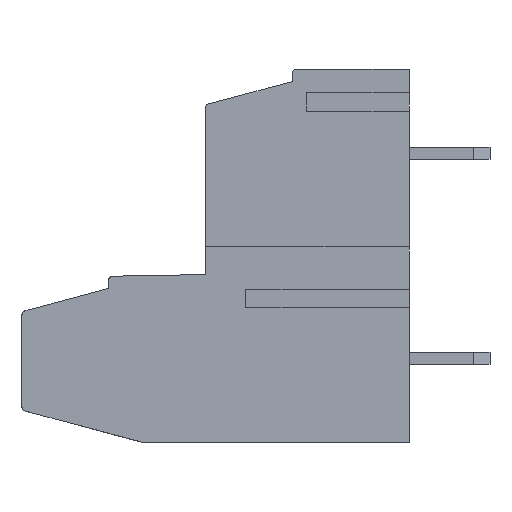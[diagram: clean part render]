
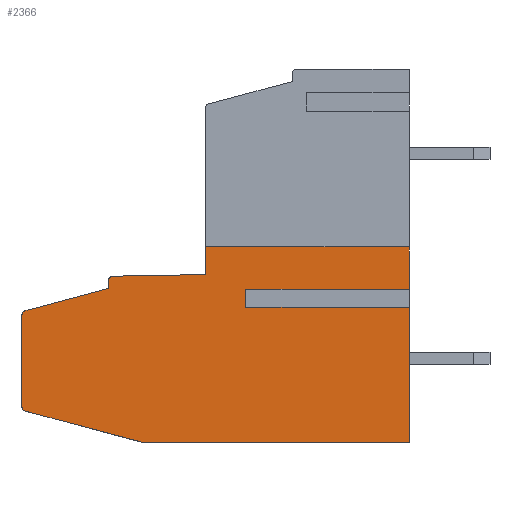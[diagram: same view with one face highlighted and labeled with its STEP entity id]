
A CAD part, left-side view. The second image highlights one B-rep face of the part: STEP entity #2366.
In plain terms, the highlighted planar face has unit normal (-1, 0, 0).
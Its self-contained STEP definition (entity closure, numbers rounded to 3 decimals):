
#126 = ORIENTED_EDGE ( 'NONE', *, *, #17027, .T. ) ;
#296 = VERTEX_POINT ( 'NONE', #14060 ) ;
#332 = DIRECTION ( 'NONE',  ( -1., 0., 0. ) ) ;
#423 = CARTESIAN_POINT ( 'NONE',  ( -2.5, 13.2, -4.19 ) ) ;
#621 = EDGE_CURVE ( 'NONE', #7883, #2859, #25430, .T. ) ;
#711 = CARTESIAN_POINT ( 'NONE',  ( -2.5, 0., -4.19 ) ) ;
#947 = CARTESIAN_POINT ( 'NONE',  ( -2.5, 19., -2.429 ) ) ;
#973 = CARTESIAN_POINT ( 'NONE',  ( -2.5, 8.1, 3.236 ) ) ;
#1212 = CIRCLE ( 'NONE', #21298, 0.2 ) ;
#1551 = CARTESIAN_POINT ( 'NONE',  ( -2.5, 19.052, 2.344 ) ) ;
#1668 = EDGE_CURVE ( 'NONE', #21413, #20660, #14923, .T. ) ;
#2179 = LINE ( 'NONE', #34699, #34903 ) ;
#2366 = ADVANCED_FACE ( 'NONE', ( #28810 ), #9563, .F. ) ;
#2859 = VERTEX_POINT ( 'NONE', #3054 ) ;
#2861 = DIRECTION ( 'NONE',  ( 0., -1., 0. ) ) ;
#3054 = CARTESIAN_POINT ( 'NONE',  ( -2.5, 0., 3.236 ) ) ;
#3323 = ORIENTED_EDGE ( 'NONE', *, *, #28757, .F. ) ;
#3686 = ORIENTED_EDGE ( 'NONE', *, *, #621, .T. ) ;
#3694 = DIRECTION ( 'NONE',  ( 0., -1., 0. ) ) ;
#4033 = VECTOR ( 'NONE', #32951, 1000. ) ;
#4377 = VECTOR ( 'NONE', #4595, 1000. ) ;
#4486 = CARTESIAN_POINT ( 'NONE',  ( -2.5, 0., -4.19 ) ) ;
#4595 = DIRECTION ( 'NONE',  ( 0., -0.966, 0.259 ) ) ;
#4600 = EDGE_CURVE ( 'NONE', #31617, #30111, #16495, .T. ) ;
#4630 = VERTEX_POINT ( 'NONE', #7889 ) ;
#4904 = CARTESIAN_POINT ( 'NONE',  ( -2.5, 10.1, 4.14 ) ) ;
#5028 = EDGE_LOOP ( 'NONE', ( #23734, #126, #17828, #26668, #21852, #20273, #30805, #17958, #11112, #26462, #3323, #10979, #3686, #29406, #25392, #26474 ) ) ;
#5302 = LINE ( 'NONE', #13178, #4377 ) ;
#6856 = LINE ( 'NONE', #17814, #16886 ) ;
#6890 = CARTESIAN_POINT ( 'NONE',  ( -2.5, 8.1, 2.7 ) ) ;
#7635 = CARTESIAN_POINT ( 'NONE',  ( -2.5, 8.1, 3.236 ) ) ;
#7883 = VERTEX_POINT ( 'NONE', #9985 ) ;
#7889 = CARTESIAN_POINT ( 'NONE',  ( -2.5, 19.052, -2.622 ) ) ;
#7975 = CARTESIAN_POINT ( 'NONE',  ( -2.5, 19.2, -4.19 ) ) ;
#8166 = EDGE_CURVE ( 'NONE', #23731, #30970, #21300, .T. ) ;
#9555 = CIRCLE ( 'NONE', #14687, 0.2 ) ;
#9563 = PLANE ( 'NONE',  #11144 ) ;
#9689 = VERTEX_POINT ( 'NONE', #26164 ) ;
#9985 = CARTESIAN_POINT ( 'NONE',  ( -2.5, 8.1, 3.236 ) ) ;
#10032 = CIRCLE ( 'NONE', #26197, 0.2 ) ;
#10175 = VECTOR ( 'NONE', #2861, 1000. ) ;
#10230 = EDGE_CURVE ( 'NONE', #7883, #24732, #21138, .T. ) ;
#10424 = VECTOR ( 'NONE', #14752, 1000. ) ;
#10630 = EDGE_CURVE ( 'NONE', #23731, #4630, #1212, .T. ) ;
#10979 = ORIENTED_EDGE ( 'NONE', *, *, #10230, .F. ) ;
#11055 = CARTESIAN_POINT ( 'NONE',  ( -2.5, 19., 2.151 ) ) ;
#11112 = ORIENTED_EDGE ( 'NONE', *, *, #4600, .T. ) ;
#11144 = AXIS2_PLACEMENT_3D ( 'NONE', #17327, #28131, #20580 ) ;
#11734 = VECTOR ( 'NONE', #21760, 1000. ) ;
#11880 = CARTESIAN_POINT ( 'NONE',  ( -2.5, 0., -4.19 ) ) ;
#13178 = CARTESIAN_POINT ( 'NONE',  ( -2.5, 19.2, 2.304 ) ) ;
#13858 = VERTEX_POINT ( 'NONE', #26613 ) ;
#14060 = CARTESIAN_POINT ( 'NONE',  ( -2.5, 0., 5.51 ) ) ;
#14082 = DIRECTION ( 'NONE',  ( 0., 0., -1. ) ) ;
#14284 = LINE ( 'NONE', #19733, #31196 ) ;
#14570 = CARTESIAN_POINT ( 'NONE',  ( -2.5, 14.9, 3.456 ) ) ;
#14687 = AXIS2_PLACEMENT_3D ( 'NONE', #11055, #332, #14082 ) ;
#14752 = DIRECTION ( 'NONE',  ( 0., 0., 1. ) ) ;
#14923 = LINE ( 'NONE', #14570, #10424 ) ;
#15403 = LINE ( 'NONE', #4486, #24244 ) ;
#15987 = VECTOR ( 'NONE', #23814, 1000. ) ;
#16495 = LINE ( 'NONE', #27487, #10175 ) ;
#16571 = CARTESIAN_POINT ( 'NONE',  ( -2.5, 14.7, 3.86 ) ) ;
#16886 = VECTOR ( 'NONE', #26127, 1000. ) ;
#17027 = EDGE_CURVE ( 'NONE', #13858, #20660, #10032, .T. ) ;
#17099 = DIRECTION ( 'NONE',  ( -1., 0., 0. ) ) ;
#17327 = CARTESIAN_POINT ( 'NONE',  ( -2.5, 19.2, -4.19 ) ) ;
#17814 = CARTESIAN_POINT ( 'NONE',  ( -2.5, 14.9, 4.056 ) ) ;
#17828 = ORIENTED_EDGE ( 'NONE', *, *, #1668, .F. ) ;
#17914 = EDGE_CURVE ( 'NONE', #21088, #21413, #5302, .T. ) ;
#17958 = ORIENTED_EDGE ( 'NONE', *, *, #26353, .F. ) ;
#19203 = VERTEX_POINT ( 'NONE', #4904 ) ;
#19733 = CARTESIAN_POINT ( 'NONE',  ( -2.5, 13.2, -4.19 ) ) ;
#20208 = CARTESIAN_POINT ( 'NONE',  ( -2.5, 14.9, 3.456 ) ) ;
#20273 = ORIENTED_EDGE ( 'NONE', *, *, #8166, .F. ) ;
#20580 = DIRECTION ( 'NONE',  ( 0., 0., -1. ) ) ;
#20660 = VERTEX_POINT ( 'NONE', #22819 ) ;
#20798 = VECTOR ( 'NONE', #33657, 1000. ) ;
#21088 = VERTEX_POINT ( 'NONE', #1551 ) ;
#21138 = LINE ( 'NONE', #7635, #4033 ) ;
#21298 = AXIS2_PLACEMENT_3D ( 'NONE', #947, #17099, #28076 ) ;
#21300 = LINE ( 'NONE', #7975, #15987 ) ;
#21386 = VERTEX_POINT ( 'NONE', #32946 ) ;
#21413 = VERTEX_POINT ( 'NONE', #20208 ) ;
#21457 = DIRECTION ( 'NONE',  ( 0., 0., -1. ) ) ;
#21760 = DIRECTION ( 'NONE',  ( 0., -1., 0. ) ) ;
#21852 = ORIENTED_EDGE ( 'NONE', *, *, #34717, .T. ) ;
#21874 = EDGE_CURVE ( 'NONE', #21386, #296, #33177, .T. ) ;
#22364 = EDGE_CURVE ( 'NONE', #19203, #21386, #2179, .T. ) ;
#22398 = VECTOR ( 'NONE', #3694, 1000. ) ;
#22794 = LINE ( 'NONE', #30004, #11734 ) ;
#22819 = CARTESIAN_POINT ( 'NONE',  ( -2.5, 14.9, 3.86 ) ) ;
#23637 = VECTOR ( 'NONE', #28275, 1000. ) ;
#23731 = VERTEX_POINT ( 'NONE', #34887 ) ;
#23734 = ORIENTED_EDGE ( 'NONE', *, *, #31706, .F. ) ;
#23814 = DIRECTION ( 'NONE',  ( 0., 0., 1. ) ) ;
#24244 = VECTOR ( 'NONE', #29453, 1000. ) ;
#24732 = VERTEX_POINT ( 'NONE', #6890 ) ;
#24745 = EDGE_CURVE ( 'NONE', #30111, #9689, #34198, .T. ) ;
#25184 = EDGE_CURVE ( 'NONE', #2859, #296, #15403, .T. ) ;
#25327 = DIRECTION ( 'NONE',  ( 0., 0.966, 0.259 ) ) ;
#25392 = ORIENTED_EDGE ( 'NONE', *, *, #21874, .F. ) ;
#25430 = LINE ( 'NONE', #973, #20798 ) ;
#26127 = DIRECTION ( 'NONE',  ( 0., -1., 0.017 ) ) ;
#26164 = CARTESIAN_POINT ( 'NONE',  ( -2.5, 0., 2.7 ) ) ;
#26197 = AXIS2_PLACEMENT_3D ( 'NONE', #16571, #30243, #21457 ) ;
#26353 = EDGE_CURVE ( 'NONE', #31617, #4630, #14284, .T. ) ;
#26462 = ORIENTED_EDGE ( 'NONE', *, *, #24745, .T. ) ;
#26474 = ORIENTED_EDGE ( 'NONE', *, *, #22364, .F. ) ;
#26613 = CARTESIAN_POINT ( 'NONE',  ( -2.5, 14.703, 4.06 ) ) ;
#26668 = ORIENTED_EDGE ( 'NONE', *, *, #17914, .F. ) ;
#27487 = CARTESIAN_POINT ( 'NONE',  ( -2.5, 19.2, -4.19 ) ) ;
#28076 = DIRECTION ( 'NONE',  ( 0., 0., -1. ) ) ;
#28131 = DIRECTION ( 'NONE',  ( 1., 0., 0. ) ) ;
#28275 = DIRECTION ( 'NONE',  ( 0., 0., 1. ) ) ;
#28757 = EDGE_CURVE ( 'NONE', #24732, #9689, #22794, .T. ) ;
#28810 = FACE_OUTER_BOUND ( 'NONE', #5028, .T. ) ;
#29290 = DIRECTION ( 'NONE',  ( 0., 0., 1. ) ) ;
#29406 = ORIENTED_EDGE ( 'NONE', *, *, #25184, .T. ) ;
#29453 = DIRECTION ( 'NONE',  ( 0., 0., 1. ) ) ;
#29594 = CARTESIAN_POINT ( 'NONE',  ( -2.5, 19.2, 2.151 ) ) ;
#30004 = CARTESIAN_POINT ( 'NONE',  ( -2.5, 8.1, 2.7 ) ) ;
#30111 = VERTEX_POINT ( 'NONE', #711 ) ;
#30243 = DIRECTION ( 'NONE',  ( -1., 0., 0. ) ) ;
#30805 = ORIENTED_EDGE ( 'NONE', *, *, #10630, .T. ) ;
#30970 = VERTEX_POINT ( 'NONE', #29594 ) ;
#31196 = VECTOR ( 'NONE', #25327, 1000. ) ;
#31617 = VERTEX_POINT ( 'NONE', #423 ) ;
#31706 = EDGE_CURVE ( 'NONE', #13858, #19203, #6856, .T. ) ;
#32946 = CARTESIAN_POINT ( 'NONE',  ( -2.5, 10.1, 5.51 ) ) ;
#32951 = DIRECTION ( 'NONE',  ( 0., 0., -1. ) ) ;
#33177 = LINE ( 'NONE', #33534, #22398 ) ;
#33534 = CARTESIAN_POINT ( 'NONE',  ( -2.5, 19.2, 5.51 ) ) ;
#33657 = DIRECTION ( 'NONE',  ( 0., -1., 0. ) ) ;
#34198 = LINE ( 'NONE', #11880, #23637 ) ;
#34699 = CARTESIAN_POINT ( 'NONE',  ( -2.5, 10.1, 4.14 ) ) ;
#34717 = EDGE_CURVE ( 'NONE', #21088, #30970, #9555, .T. ) ;
#34887 = CARTESIAN_POINT ( 'NONE',  ( -2.5, 19.2, -2.429 ) ) ;
#34903 = VECTOR ( 'NONE', #29290, 1000. ) ;
